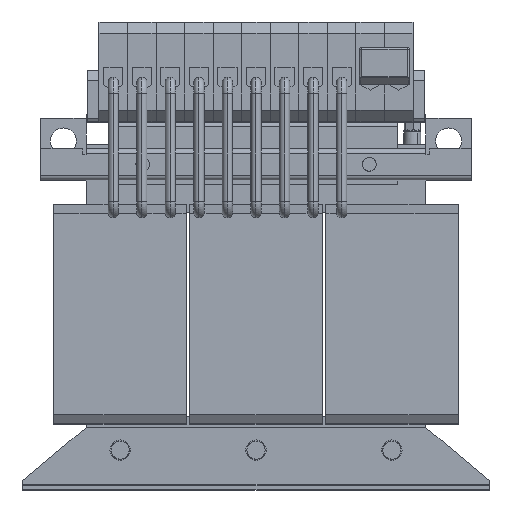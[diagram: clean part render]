
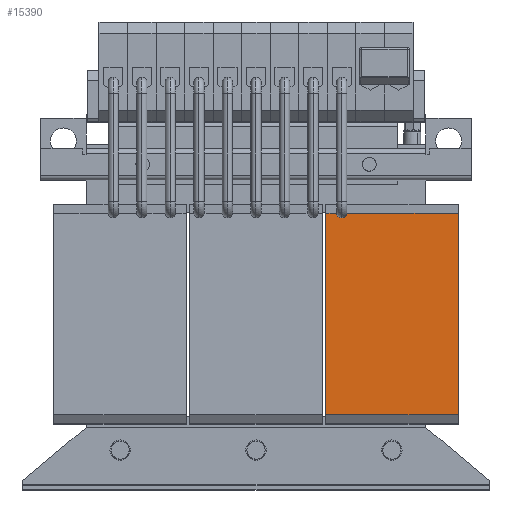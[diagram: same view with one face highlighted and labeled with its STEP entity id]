
A CAD part, top view. The second image highlights one B-rep face of the part: STEP entity #15390.
In plain terms, the highlighted planar face has unit normal (0, 0, 1).
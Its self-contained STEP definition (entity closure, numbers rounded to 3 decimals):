
#1022 = CIRCLE ( 'NONE', #32257, 4.5 ) ;
#1265 = VECTOR ( 'NONE', #34398, 1000. ) ;
#2434 = CARTESIAN_POINT ( 'NONE',  ( 178.5, 89., 66. ) ) ;
#3368 = LINE ( 'NONE', #6677, #37983 ) ;
#4223 = FACE_OUTER_BOUND ( 'NONE', #19432, .T. ) ;
#4940 = DIRECTION ( 'NONE',  ( 0., 0., 1. ) ) ;
#5067 = CARTESIAN_POINT ( 'NONE',  ( 75.6, 89.604, 66. ) ) ;
#5591 = CARTESIAN_POINT ( 'NONE',  ( 71.141, 89., 66. ) ) ;
#6355 = VERTEX_POINT ( 'NONE', #38155 ) ;
#6591 = VERTEX_POINT ( 'NONE', #10021 ) ;
#6677 = CARTESIAN_POINT ( 'NONE',  ( 178.5, 0., 66. ) ) ;
#7162 = DIRECTION ( 'NONE',  ( 0., 0., 1. ) ) ;
#7460 = ORIENTED_EDGE ( 'NONE', *, *, #24474, .F. ) ;
#8000 = EDGE_CURVE ( 'NONE', #16602, #11073, #17209, .T. ) ;
#10021 = CARTESIAN_POINT ( 'NONE',  ( 80.059, 89., 66. ) ) ;
#11073 = VERTEX_POINT ( 'NONE', #27096 ) ;
#11676 = AXIS2_PLACEMENT_3D ( 'NONE', #38578, #35005, #16797 ) ;
#12378 = CIRCLE ( 'NONE', #30749, 4.5 ) ;
#13070 = CARTESIAN_POINT ( 'NONE',  ( 178.5, 89., 66. ) ) ;
#13749 = ORIENTED_EDGE ( 'NONE', *, *, #36045, .T. ) ;
#14090 = EDGE_CURVE ( 'NONE', #11073, #27168, #26575, .T. ) ;
#14257 = EDGE_CURVE ( 'NONE', #38746, #26458, #3368, .T. ) ;
#14635 = ORIENTED_EDGE ( 'NONE', *, *, #8000, .T. ) ;
#15390 = ADVANCED_FACE ( 'NONE', ( #4223 ), #23014, .F. ) ;
#15674 = DIRECTION ( 'NONE',  ( 0., -1., 0. ) ) ;
#15680 = VECTOR ( 'NONE', #39186, 1000. ) ;
#16270 = VECTOR ( 'NONE', #24562, 1000. ) ;
#16408 = EDGE_CURVE ( 'NONE', #26458, #27168, #30688, .T. ) ;
#16602 = VERTEX_POINT ( 'NONE', #5591 ) ;
#16797 = DIRECTION ( 'NONE',  ( -1., 0., 0. ) ) ;
#17209 = LINE ( 'NONE', #2434, #16270 ) ;
#17966 = VECTOR ( 'NONE', #21646, 1000. ) ;
#18302 = CARTESIAN_POINT ( 'NONE',  ( 178.5, -89., 66. ) ) ;
#19432 = EDGE_LOOP ( 'NONE', ( #24709, #14635, #30312, #34426, #32401, #13749, #7460 ) ) ;
#21646 = DIRECTION ( 'NONE',  ( -1., 0., 0. ) ) ;
#23014 = PLANE ( 'NONE',  #11676 ) ;
#24216 = EDGE_CURVE ( 'NONE', #16602, #6355, #1022, .T. ) ;
#24474 = EDGE_CURVE ( 'NONE', #6355, #6591, #12378, .T. ) ;
#24562 = DIRECTION ( 'NONE',  ( -1., 0., 0. ) ) ;
#24709 = ORIENTED_EDGE ( 'NONE', *, *, #24216, .F. ) ;
#25164 = CARTESIAN_POINT ( 'NONE',  ( 61.5, -89., 66. ) ) ;
#25189 = CARTESIAN_POINT ( 'NONE',  ( 75.6, 89.604, 66. ) ) ;
#26026 = LINE ( 'NONE', #13070, #17966 ) ;
#26458 = VERTEX_POINT ( 'NONE', #18302 ) ;
#26575 = LINE ( 'NONE', #33324, #15680 ) ;
#27096 = CARTESIAN_POINT ( 'NONE',  ( 61.5, 89., 66. ) ) ;
#27168 = VERTEX_POINT ( 'NONE', #25164 ) ;
#28219 = DIRECTION ( 'NONE',  ( -1., 0., 0. ) ) ;
#29310 = DIRECTION ( 'NONE',  ( -1., 0., 0. ) ) ;
#30312 = ORIENTED_EDGE ( 'NONE', *, *, #14090, .T. ) ;
#30688 = LINE ( 'NONE', #37197, #1265 ) ;
#30749 = AXIS2_PLACEMENT_3D ( 'NONE', #25189, #7162, #28219 ) ;
#32257 = AXIS2_PLACEMENT_3D ( 'NONE', #5067, #4940, #29310 ) ;
#32401 = ORIENTED_EDGE ( 'NONE', *, *, #14257, .F. ) ;
#33324 = CARTESIAN_POINT ( 'NONE',  ( 61.5, 0., 66. ) ) ;
#33747 = CARTESIAN_POINT ( 'NONE',  ( 178.5, 89., 66. ) ) ;
#34398 = DIRECTION ( 'NONE',  ( -1., 0., 0. ) ) ;
#34426 = ORIENTED_EDGE ( 'NONE', *, *, #16408, .F. ) ;
#35005 = DIRECTION ( 'NONE',  ( 0., 0., -1. ) ) ;
#36045 = EDGE_CURVE ( 'NONE', #38746, #6591, #26026, .T. ) ;
#37197 = CARTESIAN_POINT ( 'NONE',  ( 178.5, -89., 66. ) ) ;
#37983 = VECTOR ( 'NONE', #15674, 1000. ) ;
#38155 = CARTESIAN_POINT ( 'NONE',  ( 75.6, 85.104, 66. ) ) ;
#38578 = CARTESIAN_POINT ( 'NONE',  ( 178.5, 0., 66. ) ) ;
#38746 = VERTEX_POINT ( 'NONE', #33747 ) ;
#39186 = DIRECTION ( 'NONE',  ( 0., -1., 0. ) ) ;
